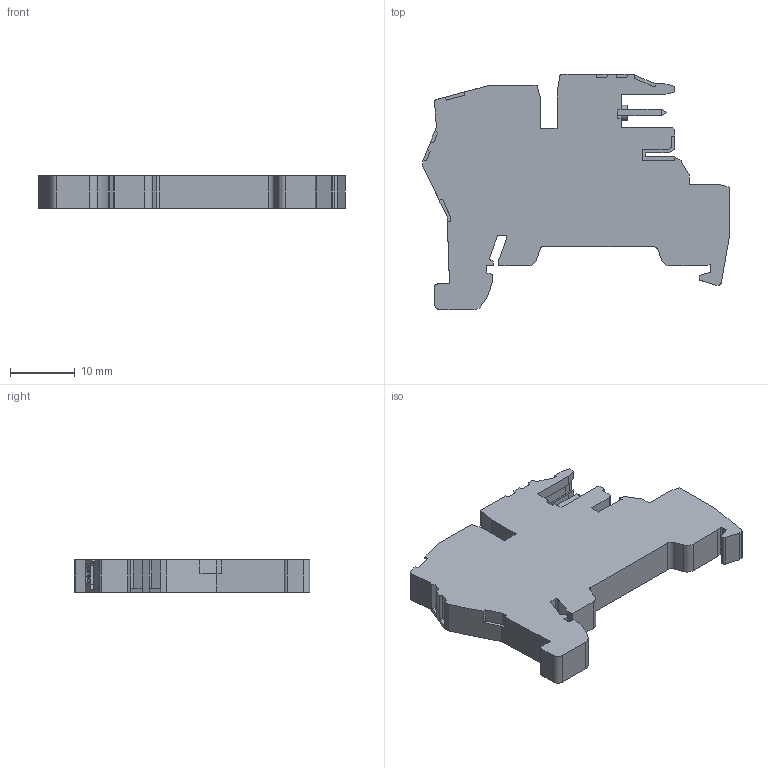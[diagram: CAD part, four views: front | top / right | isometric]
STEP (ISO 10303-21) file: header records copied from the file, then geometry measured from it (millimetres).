
FILE_DESCRIPTION (( 'STEP AP214' ), '1' );
FILE_NAME ('364010_PCY 2,5_BG.STP', '2015-08-10T05:39:25', ( '' ), ( '' ), 'SwSTEP 2.0', 'SolidWorks 2015', '' );
FILE_SCHEMA (( 'AUTOMOTIVE_DESIGN' ));
Length unit declared in the file: millimetre
Products named in the file (1): 364010_PCY 2,5_BG
Bounding box: 47.42 x 36.5 x 5.05 mm (x, y, z)
Volume: 5360.3 mm3; surface area: 3415.8 mm2
Topology: 1 solids, 1 shells, 204 faces, 583 edges, 384 vertices
Faces by surface type: plane 162, cylinder 39, torus 2, cone 1
Entity records: 8596 total; most frequent: CARTESIAN_POINT 1178, ORIENTED_EDGE 1166, DIRECTION 1076, EDGE_CURVE 583, VECTOR 496, LINE 496, VERTEX_POINT 384, AXIS2_PLACEMENT_3D 290
